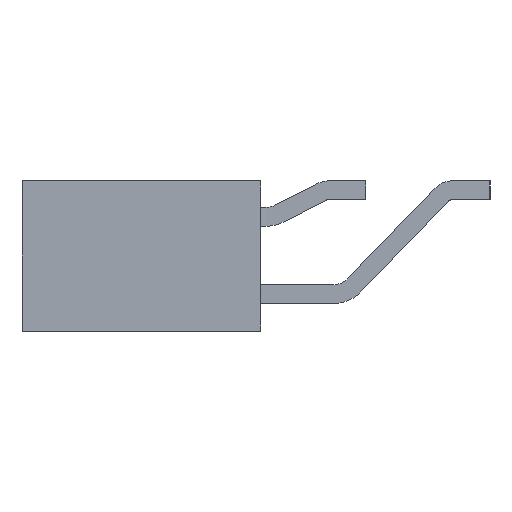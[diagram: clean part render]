
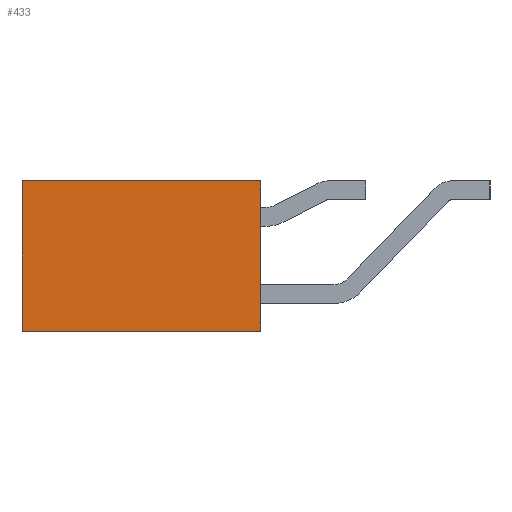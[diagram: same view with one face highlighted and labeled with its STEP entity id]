
A CAD part, left-side view. The second image highlights one B-rep face of the part: STEP entity #433.
In plain terms, the highlighted planar face has unit normal (-1, 0, 0).
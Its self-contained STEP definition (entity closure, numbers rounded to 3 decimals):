
#35=CARTESIAN_POINT('',(0.,6.35,-3.));
#36=VERTEX_POINT('',#35);
#249=CARTESIAN_POINT('',(0.,0.,-3.));
#250=VERTEX_POINT('',#249);
#260=CARTESIAN_POINT('',(0.,0.,-3.));
#261=CARTESIAN_POINT('',(0.,1.27,-3.));
#262=CARTESIAN_POINT('',(0.,2.54,-3.));
#263=CARTESIAN_POINT('',(0.,3.81,-3.));
#264=CARTESIAN_POINT('',(0.,5.08,-3.));
#265=CARTESIAN_POINT('',(0.,6.35,-3.));
#266=B_SPLINE_CURVE_WITH_KNOTS('',5,(#260,#261,#262,#263,#264,#265),.UNSPECIFIED.,.F.,.U.,(6,6),(0.,6.35),.UNSPECIFIED.);
#267=EDGE_CURVE('',#250,#36,#266,.T.);
#375=CARTESIAN_POINT('',(0.,3.175,-1.));
#376=DIRECTION('',(0.,0.,1.));
#377=DIRECTION('',(-1.,0.,0.));
#378=AXIS2_PLACEMENT_3D('',#375,#377,#376);
#379=PLANE('',#378);
#380=CARTESIAN_POINT('',(0.,6.35,1.));
#381=VERTEX_POINT('',#380);
#382=CARTESIAN_POINT('',(0.,6.35,1.));
#383=CARTESIAN_POINT('',(0.,6.35,0.2));
#384=CARTESIAN_POINT('',(0.,6.35,-0.6));
#385=CARTESIAN_POINT('',(0.,6.35,-1.4));
#386=CARTESIAN_POINT('',(0.,6.35,-2.2));
#387=CARTESIAN_POINT('',(0.,6.35,-3.));
#388=B_SPLINE_CURVE_WITH_KNOTS('',5,(#382,#383,#384,#385,#386,#387),.UNSPECIFIED.,.F.,.U.,(6,6),(0.,4.),.UNSPECIFIED.);
#389=EDGE_CURVE('',#381,#36,#388,.T.);
#390=ORIENTED_EDGE('',*,*,#389,.T.);
#391=ORIENTED_EDGE('',*,*,#267,.F.);
#392=CARTESIAN_POINT('',(0.,0.,-2.45));
#393=VERTEX_POINT('',#392);
#394=CARTESIAN_POINT('',(0.,0.,-2.45));
#395=CARTESIAN_POINT('',(0.,0.,-2.56));
#396=CARTESIAN_POINT('',(0.,0.,-2.67));
#397=CARTESIAN_POINT('',(0.,0.,-2.78));
#398=CARTESIAN_POINT('',(0.,0.,-2.89));
#399=CARTESIAN_POINT('',(0.,0.,-3.));
#400=B_SPLINE_CURVE_WITH_KNOTS('',5,(#394,#395,#396,#397,#398,#399),.UNSPECIFIED.,.F.,.U.,(6,6),(0.,0.55),.UNSPECIFIED.);
#401=EDGE_CURVE('',#393,#250,#400,.T.);
#402=ORIENTED_EDGE('',*,*,#401,.F.);
#403=CARTESIAN_POINT('',(0.,0.,0.45));
#404=VERTEX_POINT('',#403);
#405=CARTESIAN_POINT('',(0.,0.,0.45));
#406=DIRECTION('',(0.,0.,-1.));
#407=VECTOR('',#406,2.9);
#408=LINE('',#405,#407);
#409=EDGE_CURVE('',#404,#393,#408,.T.);
#410=ORIENTED_EDGE('',*,*,#409,.F.);
#411=CARTESIAN_POINT('',(0.,0.,1.));
#412=VERTEX_POINT('',#411);
#413=CARTESIAN_POINT('',(0.,0.,0.45));
#414=CARTESIAN_POINT('',(0.,0.,0.56));
#415=CARTESIAN_POINT('',(0.,0.,0.67));
#416=CARTESIAN_POINT('',(0.,0.,0.78));
#417=CARTESIAN_POINT('',(0.,0.,0.89));
#418=CARTESIAN_POINT('',(0.,0.,1.));
#419=B_SPLINE_CURVE_WITH_KNOTS('',5,(#413,#414,#415,#416,#417,#418),.UNSPECIFIED.,.F.,.U.,(6,6),(0.,0.55),.UNSPECIFIED.);
#420=EDGE_CURVE('',#404,#412,#419,.T.);
#421=ORIENTED_EDGE('',*,*,#420,.T.);
#422=CARTESIAN_POINT('',(0.,0.,1.));
#423=CARTESIAN_POINT('',(0.,1.27,1.));
#424=CARTESIAN_POINT('',(0.,2.54,1.));
#425=CARTESIAN_POINT('',(0.,3.81,1.));
#426=CARTESIAN_POINT('',(0.,5.08,1.));
#427=CARTESIAN_POINT('',(0.,6.35,1.));
#428=B_SPLINE_CURVE_WITH_KNOTS('',5,(#422,#423,#424,#425,#426,#427),.UNSPECIFIED.,.F.,.U.,(6,6),(0.,6.35),.UNSPECIFIED.);
#429=EDGE_CURVE('',#412,#381,#428,.T.);
#430=ORIENTED_EDGE('',*,*,#429,.T.);
#431=EDGE_LOOP('',(#390,#391,#402,#410,#421,#430));
#432=FACE_OUTER_BOUND('',#431,.T.);
#433=ADVANCED_FACE('',(#432),#379,.T.);
